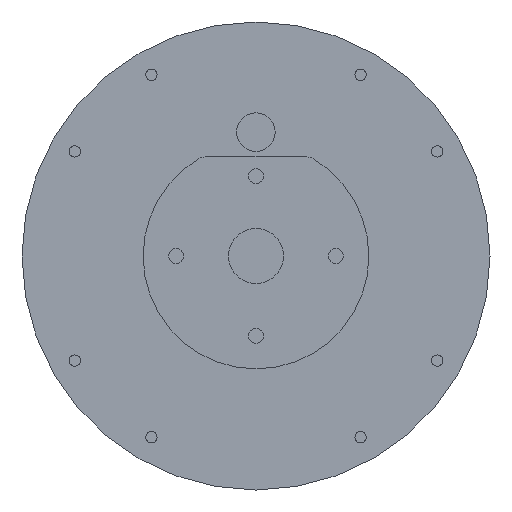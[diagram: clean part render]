
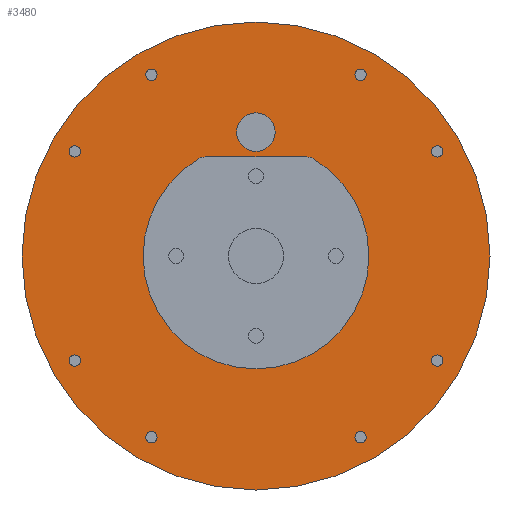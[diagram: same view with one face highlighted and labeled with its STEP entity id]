
A CAD part, front view. The second image highlights one B-rep face of the part: STEP entity #3480.
In plain terms, the highlighted planar face has unit normal (0, -1, 0).
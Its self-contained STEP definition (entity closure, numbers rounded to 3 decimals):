
#218=FACE_BOUND('',#807,.T.);
#219=FACE_BOUND('',#808,.T.);
#220=FACE_BOUND('',#809,.T.);
#221=FACE_BOUND('',#810,.T.);
#222=FACE_BOUND('',#811,.T.);
#223=FACE_BOUND('',#812,.T.);
#224=FACE_BOUND('',#813,.T.);
#225=FACE_BOUND('',#814,.T.);
#226=FACE_BOUND('',#815,.T.);
#227=FACE_BOUND('',#816,.T.);
#324=CIRCLE('',#3764,2.067);
#327=CIRCLE('',#3769,2.067);
#330=CIRCLE('',#3774,2.067);
#333=CIRCLE('',#3779,2.067);
#336=CIRCLE('',#3784,2.067);
#339=CIRCLE('',#3789,2.067);
#342=CIRCLE('',#3794,2.067);
#345=CIRCLE('',#3799,2.067);
#346=CIRCLE('',#3801,7.);
#350=CIRCLE('',#3808,85.);
#388=CIRCLE('',#3892,5.);
#390=CIRCLE('',#3895,41.);
#392=CIRCLE('',#3898,5.);
#577=FACE_OUTER_BOUND('',#806,.T.);
#806=EDGE_LOOP('',(#2739));
#807=EDGE_LOOP('',(#2740));
#808=EDGE_LOOP('',(#2741));
#809=EDGE_LOOP('',(#2742));
#810=EDGE_LOOP('',(#2743));
#811=EDGE_LOOP('',(#2744));
#812=EDGE_LOOP('',(#2745));
#813=EDGE_LOOP('',(#2746));
#814=EDGE_LOOP('',(#2747));
#815=EDGE_LOOP('',(#2748));
#816=EDGE_LOOP('',(#2749,#2750,#2751,#2752));
#1073=LINE('',#5845,#1325);
#1325=VECTOR('',#4650,10.);
#1570=VERTEX_POINT('',#5512);
#1573=VERTEX_POINT('',#5522);
#1576=VERTEX_POINT('',#5532);
#1579=VERTEX_POINT('',#5542);
#1582=VERTEX_POINT('',#5552);
#1585=VERTEX_POINT('',#5562);
#1588=VERTEX_POINT('',#5572);
#1591=VERTEX_POINT('',#5582);
#1592=VERTEX_POINT('',#5586);
#1596=VERTEX_POINT('',#5599);
#1650=VERTEX_POINT('',#5843);
#1651=VERTEX_POINT('',#5844);
#1654=VERTEX_POINT('',#5852);
#1656=VERTEX_POINT('',#5858);
#1898=EDGE_CURVE('',#1570,#1570,#324,.T.);
#1903=EDGE_CURVE('',#1573,#1573,#327,.T.);
#1908=EDGE_CURVE('',#1576,#1576,#330,.T.);
#1913=EDGE_CURVE('',#1579,#1579,#333,.T.);
#1918=EDGE_CURVE('',#1582,#1582,#336,.T.);
#1923=EDGE_CURVE('',#1585,#1585,#339,.T.);
#1928=EDGE_CURVE('',#1588,#1588,#342,.T.);
#1933=EDGE_CURVE('',#1591,#1591,#345,.T.);
#1935=EDGE_CURVE('',#1592,#1592,#346,.T.);
#1941=EDGE_CURVE('',#1596,#1596,#350,.T.);
#2041=EDGE_CURVE('',#1650,#1651,#1073,.T.);
#2045=EDGE_CURVE('',#1654,#1650,#388,.T.);
#2048=EDGE_CURVE('',#1656,#1654,#390,.T.);
#2051=EDGE_CURVE('',#1651,#1656,#392,.T.);
#2739=ORIENTED_EDGE('',*,*,#1941,.F.);
#2740=ORIENTED_EDGE('',*,*,#1935,.T.);
#2741=ORIENTED_EDGE('',*,*,#1898,.T.);
#2742=ORIENTED_EDGE('',*,*,#1903,.T.);
#2743=ORIENTED_EDGE('',*,*,#1908,.T.);
#2744=ORIENTED_EDGE('',*,*,#1913,.T.);
#2745=ORIENTED_EDGE('',*,*,#1918,.T.);
#2746=ORIENTED_EDGE('',*,*,#1923,.T.);
#2747=ORIENTED_EDGE('',*,*,#1928,.T.);
#2748=ORIENTED_EDGE('',*,*,#1933,.T.);
#2749=ORIENTED_EDGE('',*,*,#2041,.T.);
#2750=ORIENTED_EDGE('',*,*,#2051,.T.);
#2751=ORIENTED_EDGE('',*,*,#2048,.T.);
#2752=ORIENTED_EDGE('',*,*,#2045,.T.);
#3361=PLANE('',#3905);
#3480=ADVANCED_FACE('',(#577,#218,#219,#220,#221,#222,#223,#224,#225,#226,
#227),#3361,.F.);
#3764=AXIS2_PLACEMENT_3D('',#5514,#4329,#4330);
#3769=AXIS2_PLACEMENT_3D('',#5524,#4341,#4342);
#3774=AXIS2_PLACEMENT_3D('',#5534,#4353,#4354);
#3779=AXIS2_PLACEMENT_3D('',#5544,#4365,#4366);
#3784=AXIS2_PLACEMENT_3D('',#5554,#4377,#4378);
#3789=AXIS2_PLACEMENT_3D('',#5564,#4389,#4390);
#3794=AXIS2_PLACEMENT_3D('',#5574,#4401,#4402);
#3799=AXIS2_PLACEMENT_3D('',#5584,#4413,#4414);
#3801=AXIS2_PLACEMENT_3D('',#5588,#4418,#4419);
#3808=AXIS2_PLACEMENT_3D('',#5601,#4434,#4435);
#3892=AXIS2_PLACEMENT_3D('',#5853,#4656,#4657);
#3895=AXIS2_PLACEMENT_3D('',#5859,#4663,#4664);
#3898=AXIS2_PLACEMENT_3D('',#5864,#4670,#4671);
#3905=AXIS2_PLACEMENT_3D('',#5875,#4684,#4685);
#4329=DIRECTION('center_axis',(0.,1.,0.));
#4330=DIRECTION('ref_axis',(1.,0.,0.));
#4341=DIRECTION('center_axis',(0.,1.,0.));
#4342=DIRECTION('ref_axis',(1.,0.,0.));
#4353=DIRECTION('center_axis',(0.,1.,0.));
#4354=DIRECTION('ref_axis',(1.,0.,0.));
#4365=DIRECTION('center_axis',(0.,1.,0.));
#4366=DIRECTION('ref_axis',(1.,0.,0.));
#4377=DIRECTION('center_axis',(0.,1.,0.));
#4378=DIRECTION('ref_axis',(1.,0.,0.));
#4389=DIRECTION('center_axis',(0.,1.,0.));
#4390=DIRECTION('ref_axis',(1.,0.,0.));
#4401=DIRECTION('center_axis',(0.,1.,0.));
#4402=DIRECTION('ref_axis',(1.,0.,0.));
#4413=DIRECTION('center_axis',(0.,1.,0.));
#4414=DIRECTION('ref_axis',(1.,0.,0.));
#4418=DIRECTION('center_axis',(0.,1.,0.));
#4419=DIRECTION('ref_axis',(1.,0.,0.));
#4434=DIRECTION('center_axis',(0.,1.,0.));
#4435=DIRECTION('ref_axis',(-1.,0.,0.));
#4650=DIRECTION('',(1.,0.,0.));
#4656=DIRECTION('center_axis',(0.,1.,0.));
#4657=DIRECTION('ref_axis',(0.,0.,1.));
#4663=DIRECTION('center_axis',(0.,1.,0.));
#4664=DIRECTION('ref_axis',(-0.508,0.,0.861));
#4670=DIRECTION('center_axis',(0.,1.,0.));
#4671=DIRECTION('ref_axis',(0.508,0.,0.861));
#4684=DIRECTION('center_axis',(0.,1.,0.));
#4685=DIRECTION('ref_axis',(0.,0.,1.));
#5512=CARTESIAN_POINT('',(35.933,0.,65.818));
#5514=CARTESIAN_POINT('Origin',(38.,0.,65.818));
#5522=CARTESIAN_POINT('',(63.751,0.,38.));
#5524=CARTESIAN_POINT('Origin',(65.818,0.,38.));
#5532=CARTESIAN_POINT('',(63.751,0.,-38.));
#5534=CARTESIAN_POINT('Origin',(65.818,0.,-38.));
#5542=CARTESIAN_POINT('',(35.933,0.,-65.818));
#5544=CARTESIAN_POINT('Origin',(38.,0.,-65.818));
#5552=CARTESIAN_POINT('',(-40.067,0.,-65.818));
#5554=CARTESIAN_POINT('Origin',(-38.,0.,-65.818));
#5562=CARTESIAN_POINT('',(-67.885,0.,-38.));
#5564=CARTESIAN_POINT('Origin',(-65.818,0.,-38.));
#5572=CARTESIAN_POINT('',(-67.885,0.,38.));
#5574=CARTESIAN_POINT('Origin',(-65.818,0.,38.));
#5582=CARTESIAN_POINT('',(-40.067,0.,65.818));
#5584=CARTESIAN_POINT('Origin',(-38.,0.,65.818));
#5586=CARTESIAN_POINT('',(-7.041,0.,45.));
#5588=CARTESIAN_POINT('Origin',(-0.041,0.,45.));
#5599=CARTESIAN_POINT('',(85.,0.,0.));
#5601=CARTESIAN_POINT('Origin',(0.,0.,0.));
#5843=CARTESIAN_POINT('',(-18.303,0.,36.));
#5844=CARTESIAN_POINT('',(18.303,0.,36.));
#5845=CARTESIAN_POINT('',(-9.152,0.,36.));
#5852=CARTESIAN_POINT('',(-20.845,0.,35.306));
#5853=CARTESIAN_POINT('Origin',(-18.303,0.,31.));
#5858=CARTESIAN_POINT('',(20.845,0.,35.306));
#5859=CARTESIAN_POINT('Origin',(0.,0.,0.));
#5864=CARTESIAN_POINT('Origin',(18.303,0.,31.));
#5875=CARTESIAN_POINT('Origin',(0.,0.,0.));
